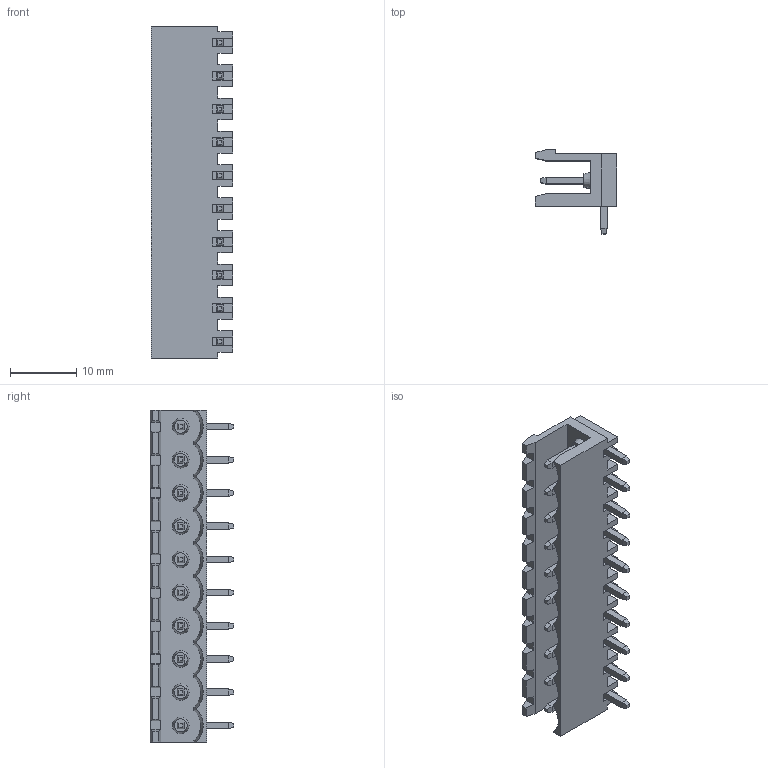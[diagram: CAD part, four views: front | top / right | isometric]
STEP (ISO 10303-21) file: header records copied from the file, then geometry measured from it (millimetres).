
FILE_DESCRIPTION(('STEP AP214'),'1');
FILE_NAME('PV10-5-H.stp','2021-03-31T15:59:43',(' '),(' '),'Spatial InterOp 3D',' ',' ');
FILE_SCHEMA(('automotive_design'));
Length unit declared in the file: metre
Products named in the file (1): 1
Bounding box: 12.2 x 12.6 x 50 mm (x, y, z)
Volume: 2177.8 mm3; surface area: 4206.2 mm2
Topology: 1 solids, 1 shells, 539 faces, 1352 edges, 858 vertices
Faces by surface type: plane 494, cylinder 24, cone 20, extrusion 1
Entity records: 19884 total; most frequent: CARTESIAN_POINT 2798, ORIENTED_EDGE 2664, DIRECTION 2467, EDGE_CURVE 1332, VECTOR 1233, LINE 1232, VERTEX_POINT 848, AXIS2_PLACEMENT_3D 617
